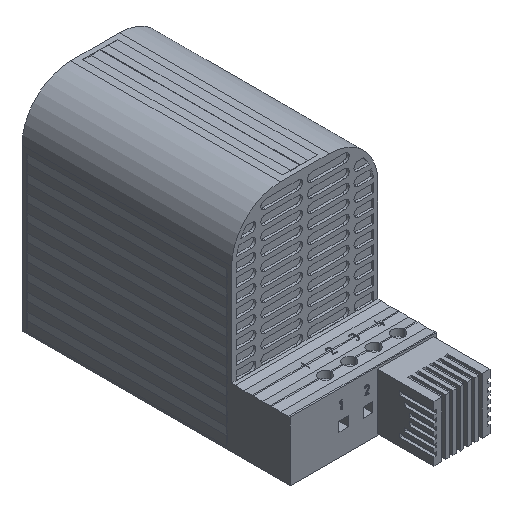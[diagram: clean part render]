
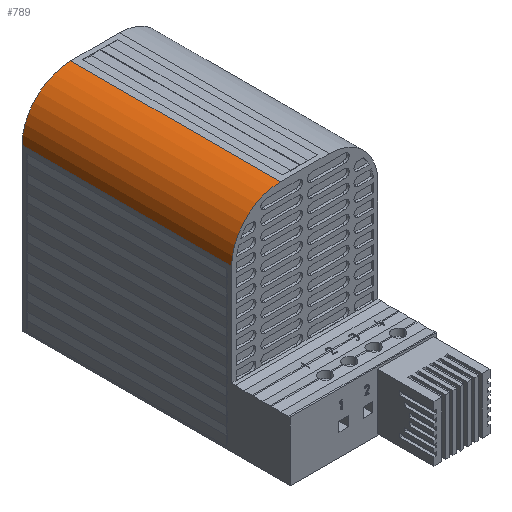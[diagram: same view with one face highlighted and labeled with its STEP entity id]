
A CAD part, isometric view. The second image highlights one B-rep face of the part: STEP entity #789.
In plain terms, the highlighted cylindrical face has radius 20 mm (diameter 40 mm), a partial arc.
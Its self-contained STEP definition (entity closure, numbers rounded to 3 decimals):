
#615 = CARTESIAN_POINT ( 'NONE',  ( 20., 43.5, 66. ) ) ;
#627 = ORIENTED_EDGE ( 'NONE', *, *, #6750, .F. ) ;
#789 = ADVANCED_FACE ( 'NONE', ( #24390 ), #2968, .T. ) ;
#2243 = EDGE_LOOP ( 'NONE', ( #627, #14601, #30644, #9828 ) ) ;
#2884 = DIRECTION ( 'NONE',  ( 0., -1., 0. ) ) ;
#2968 = CYLINDRICAL_SURFACE ( 'NONE', #16358, 20. ) ;
#3230 = DIRECTION ( 'NONE',  ( 0., 0., -1. ) ) ;
#6750 = EDGE_CURVE ( 'NONE', #27043, #23080, #23141, .T. ) ;
#6993 = EDGE_CURVE ( 'NONE', #23080, #25649, #32651, .T. ) ;
#8148 = LINE ( 'NONE', #29219, #23529 ) ;
#9274 = AXIS2_PLACEMENT_3D ( 'NONE', #615, #18759, #3230 ) ;
#9828 = ORIENTED_EDGE ( 'NONE', *, *, #6993, .F. ) ;
#9855 = EDGE_CURVE ( 'NONE', #15436, #27043, #8148, .T. ) ;
#9875 = CARTESIAN_POINT ( 'NONE',  ( 20., -42.5, 66. ) ) ;
#10716 = CARTESIAN_POINT ( 'NONE',  ( 0., 43.5, 66. ) ) ;
#11959 = DIRECTION ( 'NONE',  ( 0., 0., 1. ) ) ;
#12269 = EDGE_CURVE ( 'NONE', #25649, #15436, #22585, .T. ) ;
#13460 = DIRECTION ( 'NONE',  ( 0., 0., 1. ) ) ;
#14601 = ORIENTED_EDGE ( 'NONE', *, *, #9855, .F. ) ;
#15253 = DIRECTION ( 'NONE',  ( 0., -1., 0. ) ) ;
#15436 = VERTEX_POINT ( 'NONE', #33863 ) ;
#16229 = DIRECTION ( 'NONE',  ( 0., 1., 0. ) ) ;
#16358 = AXIS2_PLACEMENT_3D ( 'NONE', #21101, #16229, #13460 ) ;
#17014 = VECTOR ( 'NONE', #19395, 1000. ) ;
#18759 = DIRECTION ( 'NONE',  ( 0., 1., 0. ) ) ;
#19395 = DIRECTION ( 'NONE',  ( 0., 1., 0. ) ) ;
#21101 = CARTESIAN_POINT ( 'NONE',  ( 20., -42.5, 66. ) ) ;
#22585 = CIRCLE ( 'NONE', #9274, 20. ) ;
#22591 = AXIS2_PLACEMENT_3D ( 'NONE', #9875, #15253, #11959 ) ;
#23080 = VERTEX_POINT ( 'NONE', #23625 ) ;
#23141 = CIRCLE ( 'NONE', #22591, 20. ) ;
#23529 = VECTOR ( 'NONE', #2884, 1000. ) ;
#23625 = CARTESIAN_POINT ( 'NONE',  ( 0., -42.5, 66. ) ) ;
#24117 = CARTESIAN_POINT ( 'NONE',  ( 0., 43.5, 66. ) ) ;
#24390 = FACE_OUTER_BOUND ( 'NONE', #2243, .T. ) ;
#24573 = CARTESIAN_POINT ( 'NONE',  ( 20., -42.5, 86. ) ) ;
#25649 = VERTEX_POINT ( 'NONE', #10716 ) ;
#27043 = VERTEX_POINT ( 'NONE', #24573 ) ;
#29219 = CARTESIAN_POINT ( 'NONE',  ( 20., -42.5, 86. ) ) ;
#30644 = ORIENTED_EDGE ( 'NONE', *, *, #12269, .F. ) ;
#32651 = LINE ( 'NONE', #24117, #17014 ) ;
#33863 = CARTESIAN_POINT ( 'NONE',  ( 20., 43.5, 86. ) ) ;
